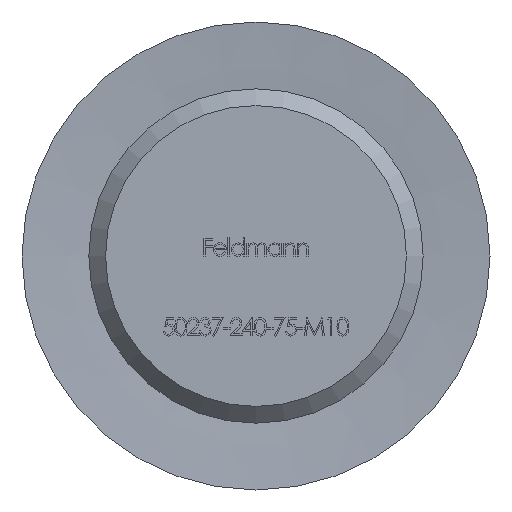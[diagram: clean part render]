
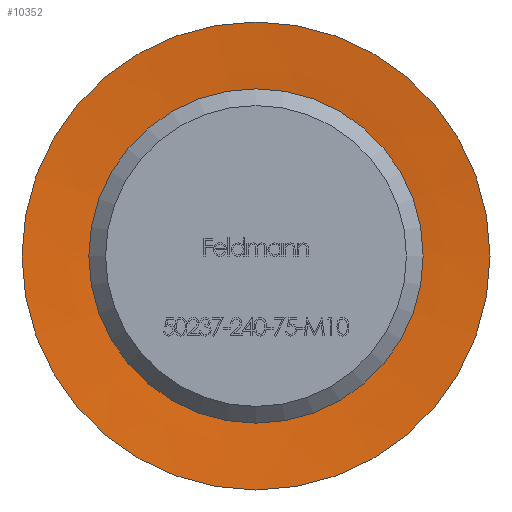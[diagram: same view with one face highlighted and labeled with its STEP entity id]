
A CAD part, front view. The second image highlights one B-rep face of the part: STEP entity #10352.
In plain terms, the highlighted conical face has half-angle 85 degrees and reference radius 4.32 mm.
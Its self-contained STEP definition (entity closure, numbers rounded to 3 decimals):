
#477 = AXIS2_PLACEMENT_3D ( 'NONE', #7590, #9021, #2853 ) ;
#1432 = EDGE_LOOP ( 'NONE', ( #2122 ) ) ;
#1721 = DIRECTION ( 'NONE',  ( 1., 0., 0. ) ) ;
#1976 = DIRECTION ( 'NONE',  ( 1., 0., 0. ) ) ;
#2122 = ORIENTED_EDGE ( 'NONE', *, *, #12284, .F. ) ;
#2219 = CARTESIAN_POINT ( 'NONE',  ( 7., 0., 0. ) ) ;
#2853 = DIRECTION ( 'NONE',  ( 1., 0., 0. ) ) ;
#3709 = FACE_BOUND ( 'NONE', #1432, .T. ) ;
#4528 = CARTESIAN_POINT ( 'NONE',  ( 0., 0.234, 0. ) ) ;
#6258 = AXIS2_PLACEMENT_3D ( 'NONE', #8940, #8993, #1721 ) ;
#6923 = FACE_OUTER_BOUND ( 'NONE', #8397, .T. ) ;
#7590 = CARTESIAN_POINT ( 'NONE',  ( 0., 0., 0. ) ) ;
#8397 = EDGE_LOOP ( 'NONE', ( #8403 ) ) ;
#8403 = ORIENTED_EDGE ( 'NONE', *, *, #11570, .T. ) ;
#8940 = CARTESIAN_POINT ( 'NONE',  ( 0., 0.234, 0. ) ) ;
#8993 = DIRECTION ( 'NONE',  ( 0., -1., 0. ) ) ;
#9021 = DIRECTION ( 'NONE',  ( 0., -1., 0. ) ) ;
#9992 = VERTEX_POINT ( 'NONE', #2219 ) ;
#10265 = CIRCLE ( 'NONE', #13918, 4.32 ) ;
#10352 = ADVANCED_FACE ( 'NONE', ( #6923, #3709 ), #11500, .F. ) ;
#10932 = VERTEX_POINT ( 'NONE', #12024 ) ;
#11500 = CONICAL_SURFACE ( 'NONE', #6258, 4.32, 1.484 ) ;
#11570 = EDGE_CURVE ( 'NONE', #9992, #9992, #15397, .T. ) ;
#12024 = CARTESIAN_POINT ( 'NONE',  ( 4.32, 0.234, 0. ) ) ;
#12284 = EDGE_CURVE ( 'NONE', #10932, #10932, #10265, .T. ) ;
#13017 = DIRECTION ( 'NONE',  ( 0., -1., 0. ) ) ;
#13918 = AXIS2_PLACEMENT_3D ( 'NONE', #4528, #13017, #1976 ) ;
#15397 = CIRCLE ( 'NONE', #477, 7. ) ;
